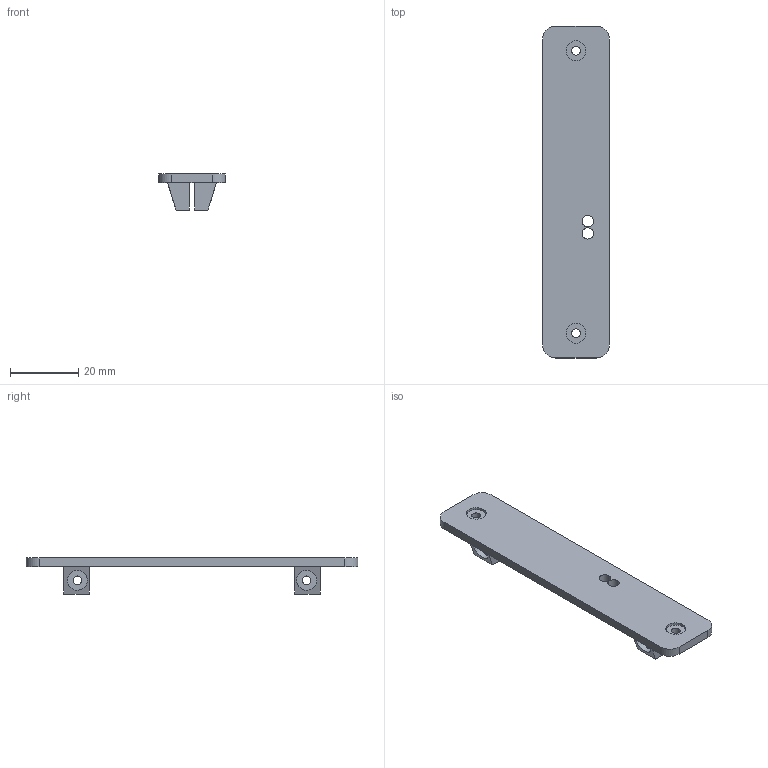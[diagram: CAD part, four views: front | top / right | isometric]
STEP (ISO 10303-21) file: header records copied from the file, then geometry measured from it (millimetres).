
FILE_DESCRIPTION(('FreeCAD Model'),'2;1');
FILE_NAME('Open CASCADE Shape Model','2024-04-04T18:26:02',(''),(''), 'Open CASCADE STEP processor 7.7','FreeCAD','Unknown');
FILE_SCHEMA(('AUTOMOTIVE_DESIGN { 1 0 10303 214 1 1 1 1 }'));
Length unit declared in the file: millimetre
Products named in the file (1): Dev Card End
Bounding box: 19.5 x 97.03 x 10.54 mm (x, y, z)
Volume: 5679.1 mm3; surface area: 5300.2 mm2
Topology: 1 solids, 1 shells, 46 faces, 108 edges, 72 vertices
Faces by surface type: plane 30, cylinder 16
Full cylindrical faces by diameter (mm): 2.54 x6, 3.302 x2, 5.842 x4
Entity records: 2900 total; most frequent: CARTESIAN_POINT 593, DIRECTION 438, LINE 256, VECTOR 256, ORIENTED_EDGE 216, PCURVE 216, DEFINITIONAL_REPRESENTATION 216, EDGE_CURVE 108
